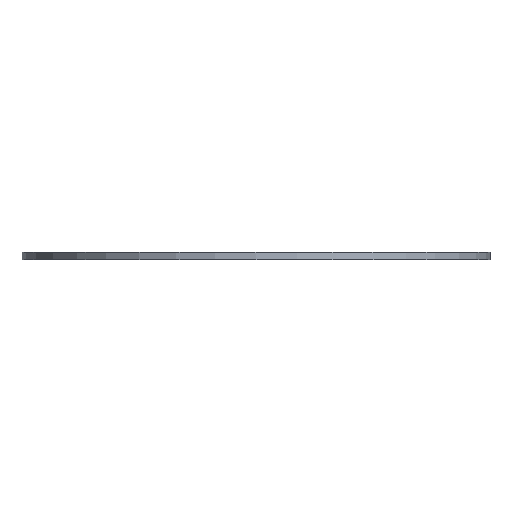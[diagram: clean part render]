
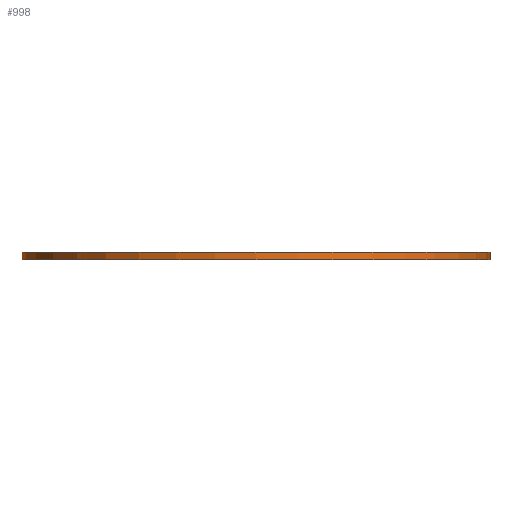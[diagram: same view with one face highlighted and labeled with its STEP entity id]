
A CAD part, front view. The second image highlights one B-rep face of the part: STEP entity #998.
In plain terms, the highlighted cylindrical face has radius 205.613 mm (diameter 411.226 mm), a full revolution.
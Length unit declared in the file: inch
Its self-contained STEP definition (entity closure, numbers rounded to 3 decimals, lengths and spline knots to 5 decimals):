
#95=CYLINDRICAL_SURFACE('',#13893,8.095);
#998=ADVANCED_FACE('',(#3359,#3360),#95,.T.);
#3359=FACE_BOUND('',#4745,.T.);
#3360=FACE_BOUND('',#4746,.T.);
#4745=EDGE_LOOP('',(#7025));
#4746=EDGE_LOOP('',(#7026));
#7025=ORIENTED_EDGE('',*,*,#10368,.T.);
#7026=ORIENTED_EDGE('',*,*,#10864,.T.);
#9108=VERTEX_POINT('',#19059);
#9604=VERTEX_POINT('',#20053);
#10368=EDGE_CURVE('',#9108,#9108,#11940,.T.);
#10864=EDGE_CURVE('',#9604,#9604,#12370,.T.);
#11940=CIRCLE('',#13045,8.095);
#12370=CIRCLE('',#13477,8.095);
#13045=AXIS2_PLACEMENT_3D('',#19058,#15091,#15092);
#13477=AXIS2_PLACEMENT_3D('',#20052,#16021,#16022);
#13893=AXIS2_PLACEMENT_3D('',#21075,#16991,#16992);
#15091=DIRECTION('',(0.,0.,1.));
#15092=DIRECTION('',(0.5,0.866,0.));
#16021=DIRECTION('',(0.,0.,-1.));
#16022=DIRECTION('',(-0.5,-0.866,0.));
#16991=DIRECTION('',(0.,0.,1.));
#16992=DIRECTION('',(0.5,0.866,0.));
#19058=CARTESIAN_POINT('',(40.,69.28203,0.));
#19059=CARTESIAN_POINT('',(44.0475,76.29251,0.));
#20052=CARTESIAN_POINT('',(40.,69.28203,0.25));
#20053=CARTESIAN_POINT('',(35.9525,62.27156,0.25));
#21075=CARTESIAN_POINT('',(40.,69.28203,0.));
